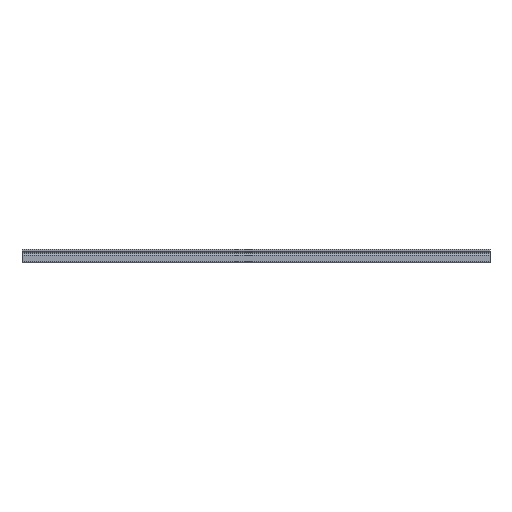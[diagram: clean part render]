
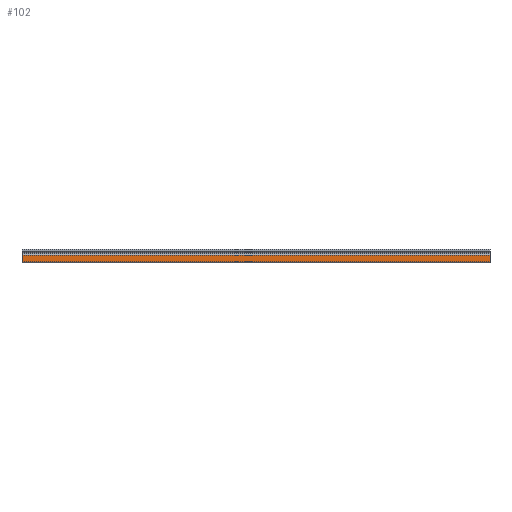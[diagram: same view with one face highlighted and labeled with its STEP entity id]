
A CAD part, front view. The second image highlights one B-rep face of the part: STEP entity #102.
In plain terms, the highlighted planar face has unit normal (0, -1, 0).
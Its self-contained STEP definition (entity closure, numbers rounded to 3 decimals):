
#102 = ADVANCED_FACE ( 'NONE', ( #1133 ), #1600, .T. ) ;
#104 = CARTESIAN_POINT ( 'NONE',  ( 335., -7.5, 0.8 ) ) ;
#251 = VERTEX_POINT ( 'NONE', #599 ) ;
#301 = LINE ( 'NONE', #770, #2263 ) ;
#336 = CARTESIAN_POINT ( 'NONE',  ( -15., -7.5, 5.451 ) ) ;
#405 = ORIENTED_EDGE ( 'NONE', *, *, #2044, .F. ) ;
#445 = ORIENTED_EDGE ( 'NONE', *, *, #1439, .F. ) ;
#599 = CARTESIAN_POINT ( 'NONE',  ( -15., -7.5, 0.8 ) ) ;
#770 = CARTESIAN_POINT ( 'NONE',  ( -15., -7.5, 0.8 ) ) ;
#863 = CARTESIAN_POINT ( 'NONE',  ( 335., -7.5, 0.8 ) ) ;
#1028 = VECTOR ( 'NONE', #1726, 1000. ) ;
#1133 = FACE_OUTER_BOUND ( 'NONE', #1838, .T. ) ;
#1142 = ORIENTED_EDGE ( 'NONE', *, *, #2661, .F. ) ;
#1180 = LINE ( 'NONE', #2540, #2337 ) ;
#1439 = EDGE_CURVE ( 'NONE', #1480, #2075, #2418, .T. ) ;
#1480 = VERTEX_POINT ( 'NONE', #1561 ) ;
#1507 = LINE ( 'NONE', #1666, #2737 ) ;
#1561 = CARTESIAN_POINT ( 'NONE',  ( 335., -7.5, 5.451 ) ) ;
#1600 = PLANE ( 'NONE',  #2556 ) ;
#1666 = CARTESIAN_POINT ( 'NONE',  ( -15., -7.5, 5.451 ) ) ;
#1726 = DIRECTION ( 'NONE',  ( 0., 0., -1. ) ) ;
#1769 = DIRECTION ( 'NONE',  ( -1., 0., 0. ) ) ;
#1838 = EDGE_LOOP ( 'NONE', ( #445, #1142, #405, #1882 ) ) ;
#1850 = DIRECTION ( 'NONE',  ( 1., 0., 0. ) ) ;
#1882 = ORIENTED_EDGE ( 'NONE', *, *, #2371, .T. ) ;
#2044 = EDGE_CURVE ( 'NONE', #251, #2524, #301, .T. ) ;
#2075 = VERTEX_POINT ( 'NONE', #104 ) ;
#2125 = DIRECTION ( 'NONE',  ( 0., 0., 1. ) ) ;
#2226 = DIRECTION ( 'NONE',  ( 0., -1., 0. ) ) ;
#2263 = VECTOR ( 'NONE', #2125, 1000. ) ;
#2337 = VECTOR ( 'NONE', #1850, 1000. ) ;
#2371 = EDGE_CURVE ( 'NONE', #251, #2075, #1180, .T. ) ;
#2418 = LINE ( 'NONE', #863, #1028 ) ;
#2454 = CARTESIAN_POINT ( 'NONE',  ( -15., -7.5, 0.8 ) ) ;
#2524 = VERTEX_POINT ( 'NONE', #336 ) ;
#2540 = CARTESIAN_POINT ( 'NONE',  ( -15., -7.5, 0.8 ) ) ;
#2556 = AXIS2_PLACEMENT_3D ( 'NONE', #2454, #2226, #1769 ) ;
#2571 = DIRECTION ( 'NONE',  ( 1., 0., 0. ) ) ;
#2661 = EDGE_CURVE ( 'NONE', #2524, #1480, #1507, .T. ) ;
#2737 = VECTOR ( 'NONE', #2571, 1000. ) ;
